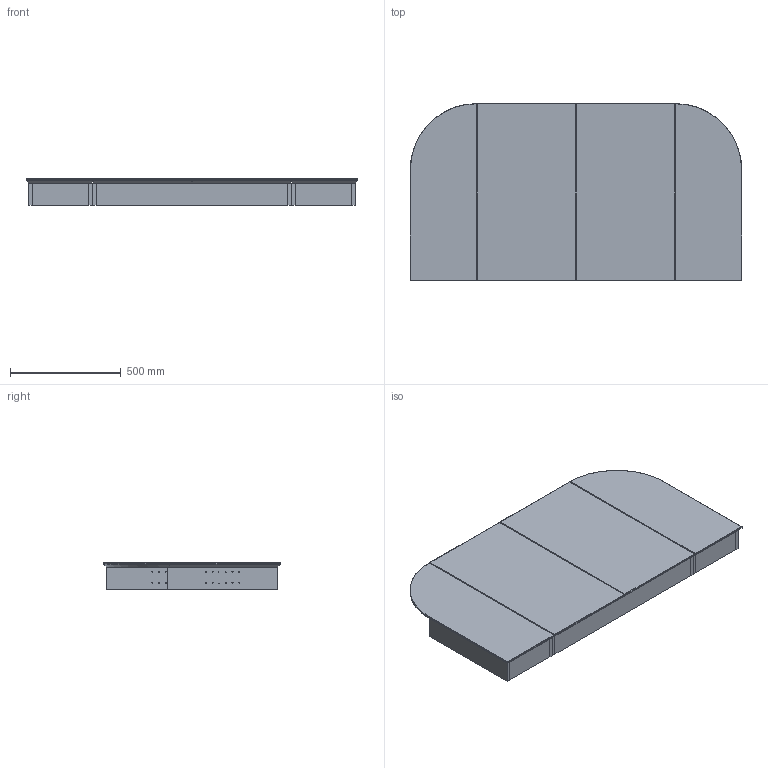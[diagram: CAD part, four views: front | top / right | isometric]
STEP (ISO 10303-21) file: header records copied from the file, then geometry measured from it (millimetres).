
FILE_DESCRIPTION (( 'STEP AP214' ), '1' );
FILE_NAME ('2352718.STEP', '2023-09-25T22:45:17', ( '' ), ( '' ), 'SwSTEP 2.0', 'SolidWorks 2021', '' );
FILE_SCHEMA (( 'AUTOMOTIVE_DESIGN' ));
Length unit declared in the file: millimetre
Products named in the file (8): Kado Neue Arch Shaver 1500 Carcass; 446 Door Mirror; Left Arch Mirror; 2352718; Right Arch Mirror; Shelf Restraint; Mirrored Cabinet Power Point; Shelf Support
Assembly tree (39 placements, depth 2):
  2352718
    Kado Neue Arch Shaver 1500 Carcass
    Left Arch Mirror
    Right Arch Mirror
    Shelf Support  x16
    Shelf Restraint  x16
    Mirrored Cabinet Power Point  x2
    446 Door Mirror  x2
Bounding box: 1500 x 800 x 119.8 mm (x, y, z)
Volume: 49842454.8 mm3; surface area: 8684241.2 mm2
Topology: 81 solids, 81 shells, 1398 faces, 3196 edges, 2098 vertices
Faces by surface type: plane 818, cylinder 536, bspline 40, torus 2, cone 2
Entity records: 22833 total; most frequent: CARTESIAN_POINT 6028, DIRECTION 3395, ORIENTED_EDGE 2922, EDGE_CURVE 1461, AXIS2_PLACEMENT_3D 1295, VERTEX_POINT 964, EDGE_LOOP 809, LINE 805
